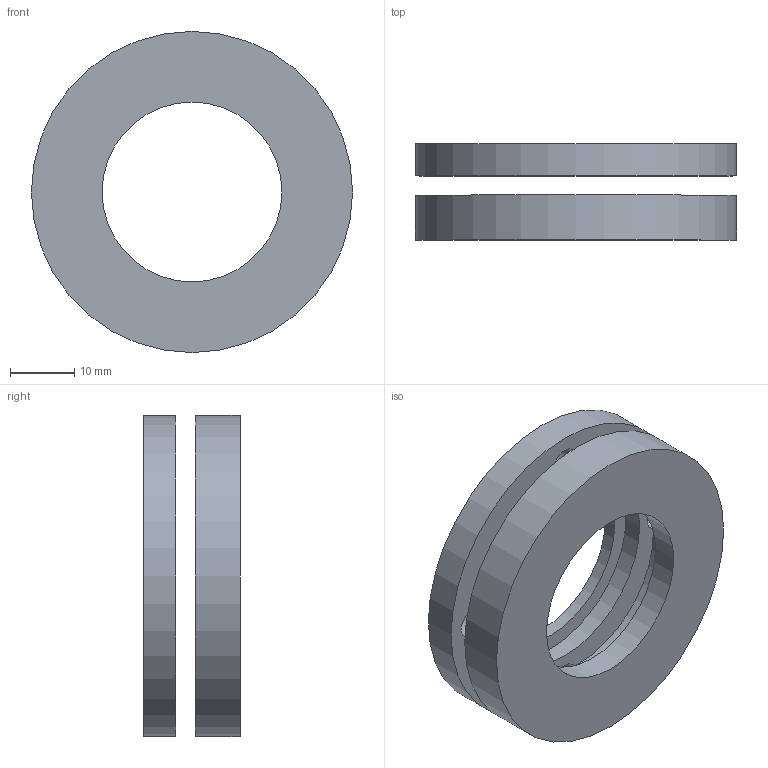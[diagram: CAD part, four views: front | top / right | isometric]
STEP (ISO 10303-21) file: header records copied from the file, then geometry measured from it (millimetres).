
FILE_DESCRIPTION(('FreeCAD Model'),'2;1');
FILE_NAME('Open CASCADE Shape Model','2024-09-03T20:21:53',('Author'),( ''),'Open CASCADE STEP processor 7.7','Ondsel','Unknown');
FILE_SCHEMA(('AUTOMOTIVE_DESIGN { 1 0 10303 214 1 1 1 1 }'));
Length unit declared in the file: millimetre
Products named in the file (3): Assemble; OuterFix; InnerFIx
Assembly tree (2 placements, depth 2):
  Assemble
    OuterFix
    InnerFIx
Bounding box: 50 x 15 x 50 mm (x, y, z)
Volume: 13636.7 mm3; surface area: 8992.4 mm2
Topology: 2 solids, 2 shells, 28 faces, 51 edges, 33 vertices
Faces by surface type: cylinder 14, plane 10, cone 4
Full cylindrical faces by diameter (mm): 4.5 x4, 6 x4, 28 x2, 33 x2, 50 x2
Entity records: 1492 total; most frequent: CARTESIAN_POINT 317, DIRECTION 223, ORIENTED_EDGE 102, PCURVE 102, DEFINITIONAL_REPRESENTATION 102, LINE 81, VECTOR 81, AXIS2_PLACEMENT_3D 64
